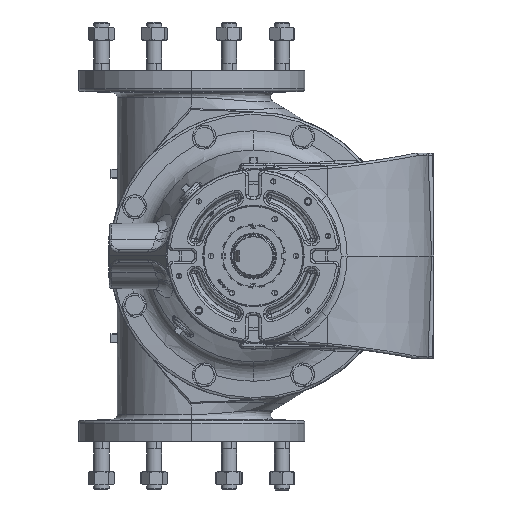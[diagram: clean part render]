
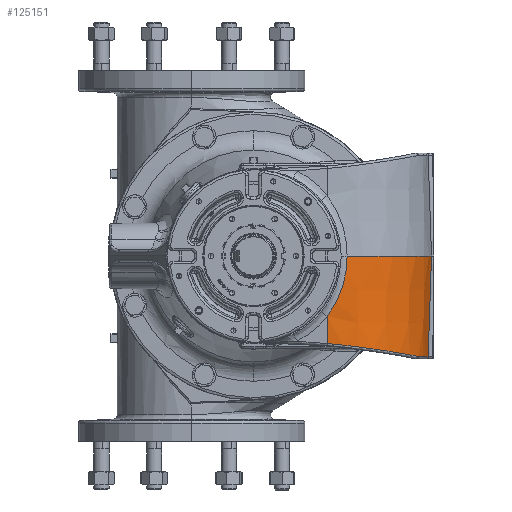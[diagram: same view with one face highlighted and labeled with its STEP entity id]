
A CAD part, left-side view. The second image highlights one B-rep face of the part: STEP entity #125151.
In plain terms, the highlighted conical face has half-angle 2 degrees and reference radius 124.46 mm.
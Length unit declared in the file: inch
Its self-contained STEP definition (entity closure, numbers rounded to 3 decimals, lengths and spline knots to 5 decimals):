
#2509 = CARTESIAN_POINT ( 'NONE',  ( -11.94549, -7.09546, -4.7158 ) ) ;
#3135 = CARTESIAN_POINT ( 'NONE',  ( -13.46805, -4.33069, -1.48015 ) ) ;
#3430 = CARTESIAN_POINT ( 'NONE',  ( -13.15994, -5.16952, -4.42681 ) ) ;
#15048 = CARTESIAN_POINT ( 'NONE',  ( -13.48257, -4.55208, 0. ) ) ;
#21413 = AXIS2_PLACEMENT_3D ( 'NONE', #28383, #177531, #49878 ) ;
#21883 = CARTESIAN_POINT ( 'NONE',  ( -8.69594, -8.49013, -4.88419 ) ) ;
#23846 = CARTESIAN_POINT ( 'NONE',  ( -12.29269, -6.71222, -4.65153 ) ) ;
#23997 = DIRECTION ( 'NONE',  ( 0., 0., 1. ) ) ;
#24473 = CARTESIAN_POINT ( 'NONE',  ( -13.46612, -4.38626, -1.29112 ) ) ;
#24767 = CARTESIAN_POINT ( 'NONE',  ( -13.21329, -5.00486, -4.40612 ) ) ;
#27140 = EDGE_CURVE ( 'NONE', #152594, #164071, #139740, .T. ) ;
#28383 = CARTESIAN_POINT ( 'NONE',  ( -8.5, -3.59, -4.88419 ) ) ;
#35722 = B_SPLINE_CURVE_WITH_KNOTS ( 'NONE', 3,
 ( #45030, #172792, #88014, #237118, #109400, #258520, #130816, #3135, #152176, #24473, #173703, #45994, #195151, #67418, #216663, #88946, #238029, #110320 ),
 .UNSPECIFIED., .F., .F.,
 ( 4, 2, 2, 2, 2, 2, 2, 2, 4 ),
 ( 0., 0.01005, 0.02009, 0.04018, 0.0452, 0.05023, 0.06027, 0.07032, 0.08036 ),
 .UNSPECIFIED. ) ;
#45030 = CARTESIAN_POINT ( 'NONE',  ( -13.47215, -3.59, -2.93394 ) ) ;
#45342 = CARTESIAN_POINT ( 'NONE',  ( -12.40121, -6.57678, -4.62955 ) ) ;
#45994 = CARTESIAN_POINT ( 'NONE',  ( -13.46466, -4.44924, -1.03747 ) ) ;
#46268 = CARTESIAN_POINT ( 'NONE',  ( -13.34241, -4.5052, -4.34662 ) ) ;
#49878 = DIRECTION ( 'NONE',  ( 1., 0., 0. ) ) ;
#66802 = CARTESIAN_POINT ( 'NONE',  ( -12.53846, -6.39198, -4.6002 ) ) ;
#67418 = CARTESIAN_POINT ( 'NONE',  ( -13.46639, -4.51528, -0.65263 ) ) ;
#67735 = CARTESIAN_POINT ( 'NONE',  ( -13.4253, -3.82253, -4.27542 ) ) ;
#68881 = VERTEX_POINT ( 'NONE', #15048 ) ;
#75619 = CARTESIAN_POINT ( 'NONE',  ( -13.42604, -3.59, -4.25426 ) ) ;
#77204 = ORIENTED_EDGE ( 'NONE', *, *, #245721, .F. ) ;
#87031 = VERTEX_POINT ( 'NONE', #142045 ) ;
#87392 = CARTESIAN_POINT ( 'NONE',  ( -10.83249, -7.90619, -4.86406 ) ) ;
#88014 = CARTESIAN_POINT ( 'NONE',  ( -13.47787, -3.74134, -2.71794 ) ) ;
#88306 = CARTESIAN_POINT ( 'NONE',  ( -12.78657, -6.00758, -4.54154 ) ) ;
#88946 = CARTESIAN_POINT ( 'NONE',  ( -13.47374, -4.54941, -0.26289 ) ) ;
#94853 = CARTESIAN_POINT ( 'NONE',  ( -13.47215, -3.59, -2.93394 ) ) ;
#103448 = ORIENTED_EDGE ( 'NONE', *, *, #27140, .T. ) ;
#103851 = CARTESIAN_POINT ( 'NONE',  ( -8.86029, -8.6518, 0. ) ) ;
#106330 = CARTESIAN_POINT ( 'NONE',  ( -8.5, -3.59, 0. ) ) ;
#108253 = EDGE_LOOP ( 'NONE', ( #103448, #77204, #148621, #140360, #193621, #209675 ) ) ;
#108776 = CARTESIAN_POINT ( 'NONE',  ( -11.1336, -7.73071, -4.83068 ) ) ;
#109400 = CARTESIAN_POINT ( 'NONE',  ( -13.47922, -3.94425, -2.38131 ) ) ;
#109696 = CARTESIAN_POINT ( 'NONE',  ( -13.03678, -5.49334, -4.46926 ) ) ;
#110320 = CARTESIAN_POINT ( 'NONE',  ( -13.48257, -4.55208, 0. ) ) ;
#125151 = ADVANCED_FACE ( 'NONE', ( #193976 ), #160574, .T. ) ;
#125251 = CARTESIAN_POINT ( 'NONE',  ( -8.75065, -8.54484, -3.25615 ) ) ;
#125357 = B_SPLINE_CURVE_WITH_KNOTS ( 'NONE', 3,
 ( #168428, #146906, #87392, #236488, #108776, #257895, #130190, #2509, #151562, #23846, #173077, #45342, #194514, #66802, #216050, #88306, #237419, #109696, #258810, #131114, #3430, #152476, #24767, #174007, #46268, #195447, #67735, #216951 ),
 .UNSPECIFIED., .F., .F.,
 ( 4, 2, 2, 2, 2, 2, 2, 2, 2, 2, 2, 2, 2, 4 ),
 ( 0., 0.00888, 0.01777, 0.03553, 0.0533, 0.05774, 0.06218, 0.07106, 0.08883, 0.09771, 0.10215, 0.1066, 0.12436, 0.14213 ),
 .UNSPECIFIED. ) ;
#127765 = DIRECTION ( 'NONE',  ( 0., 1., 0. ) ) ;
#130190 = CARTESIAN_POINT ( 'NONE',  ( -11.60368, -7.39899, -4.76938 ) ) ;
#130816 = CARTESIAN_POINT ( 'NONE',  ( -13.47203, -4.22704, -1.79296 ) ) ;
#131114 = CARTESIAN_POINT ( 'NONE',  ( -13.14076, -5.22427, -4.43383 ) ) ;
#139080 = VERTEX_POINT ( 'NONE', #21883 ) ;
#139740 = LINE ( 'NONE', #254682, #189772 ) ;
#140360 = ORIENTED_EDGE ( 'NONE', *, *, #177012, .F. ) ;
#142045 = CARTESIAN_POINT ( 'NONE',  ( -10.62452, -8.00996, -4.88419 ) ) ;
#144055 = AXIS2_PLACEMENT_3D ( 'NONE', #106330, #255444, #127765 ) ;
#146906 = CARTESIAN_POINT ( 'NONE',  ( -10.72952, -7.95987, -4.87443 ) ) ;
#148621 = ORIENTED_EDGE ( 'NONE', *, *, #172981, .F. ) ;
#151562 = CARTESIAN_POINT ( 'NONE',  ( -12.10582, -6.93189, -4.68774 ) ) ;
#151726 = CARTESIAN_POINT ( 'NONE',  ( -8.5, -3.59, -5. ) ) ;
#152176 = CARTESIAN_POINT ( 'NONE',  ( -13.46732, -4.35012, -1.41724 ) ) ;
#152476 = CARTESIAN_POINT ( 'NONE',  ( -13.19618, -5.05987, -4.41296 ) ) ;
#152594 = VERTEX_POINT ( 'NONE', #94853 ) ;
#160574 = CONICAL_SURFACE ( 'NONE', #237772, 4.9, 0.035 ) ;
#164071 = VERTEX_POINT ( 'NONE', #75619 ) ;
#168428 = CARTESIAN_POINT ( 'NONE',  ( -10.62452, -8.00996, -4.88419 ) ) ;
#172792 = CARTESIAN_POINT ( 'NONE',  ( -13.47587, -3.66763, -2.82743 ) ) ;
#172981 = EDGE_CURVE ( 'NONE', #139080, #87031, #241561, .T. ) ;
#173077 = CARTESIAN_POINT ( 'NONE',  ( -12.32945, -6.66743, -4.64421 ) ) ;
#173703 = CARTESIAN_POINT ( 'NONE',  ( -13.46564, -4.403, -1.22786 ) ) ;
#174007 = CARTESIAN_POINT ( 'NONE',  ( -13.29386, -4.7289, -4.37232 ) ) ;
#177012 = EDGE_CURVE ( 'NONE', #239066, #139080, #247089, .T. ) ;
#177531 = DIRECTION ( 'NONE',  ( 0., 0., -1. ) ) ;
#182046 = EDGE_CURVE ( 'NONE', #68881, #239066, #191295, .T. ) ;
#189772 = VECTOR ( 'NONE', #206369, 39.37008 ) ;
#191295 = CIRCLE ( 'NONE', #144055, 5.0746 ) ;
#193621 = ORIENTED_EDGE ( 'NONE', *, *, #182046, .F. ) ;
#193976 = FACE_OUTER_BOUND ( 'NONE', #108253, .T. ) ;
#194514 = CARTESIAN_POINT ( 'NONE',  ( -12.43619, -6.53095, -4.62222 ) ) ;
#195151 = CARTESIAN_POINT ( 'NONE',  ( -13.46465, -4.47477, -0.90973 ) ) ;
#195447 = CARTESIAN_POINT ( 'NONE',  ( -13.40813, -4.05202, -4.29817 ) ) ;
#206369 = DIRECTION ( 'NONE',  ( 0.035, 0., -0.999 ) ) ;
#209675 = ORIENTED_EDGE ( 'NONE', *, *, #255554, .F. ) ;
#215668 = CARTESIAN_POINT ( 'NONE',  ( -8.86029, -8.6518, 0. ) ) ;
#216050 = CARTESIAN_POINT ( 'NONE',  ( -12.6031, -6.29735, -4.58551 ) ) ;
#216663 = CARTESIAN_POINT ( 'NONE',  ( -13.46815, -4.53026, -0.52327 ) ) ;
#216951 = CARTESIAN_POINT ( 'NONE',  ( -13.42604, -3.59, -4.25426 ) ) ;
#236488 = CARTESIAN_POINT ( 'NONE',  ( -11.03445, -7.79168, -4.8422 ) ) ;
#237118 = CARTESIAN_POINT ( 'NONE',  ( -13.47954, -3.87958, -2.49498 ) ) ;
#237419 = CARTESIAN_POINT ( 'NONE',  ( -12.89503, -5.80662, -4.51236 ) ) ;
#237772 = AXIS2_PLACEMENT_3D ( 'NONE', #151726, #23997, #258959 ) ;
#238029 = CARTESIAN_POINT ( 'NONE',  ( -13.47759, -4.55358, -0.13188 ) ) ;
#239066 = VERTEX_POINT ( 'NONE', #215668 ) ;
#241561 = CIRCLE ( 'NONE', #21413, 4.90404 ) ;
#245721 = EDGE_CURVE ( 'NONE', #87031, #164071, #125357, .T. ) ;
#247089 = B_SPLINE_CURVE_WITH_KNOTS ( 'NONE', 3,
 ( #103851, #252933, #125251, #274216 ),
 .UNSPECIFIED., .F., .F.,
 ( 4, 4 ),
 ( 0., 0.1242 ),
 .UNSPECIFIED. ) ;
#252933 = CARTESIAN_POINT ( 'NONE',  ( -8.80544, -8.5987, -1.62809 ) ) ;
#254682 = CARTESIAN_POINT ( 'NONE',  ( -13.4, -3.59, -5. ) ) ;
#255444 = DIRECTION ( 'NONE',  ( 0., 0., 1. ) ) ;
#255554 = EDGE_CURVE ( 'NONE', #152594, #68881, #35722, .T. ) ;
#257895 = CARTESIAN_POINT ( 'NONE',  ( -11.42221, -7.53896, -4.79491 ) ) ;
#258520 = CARTESIAN_POINT ( 'NONE',  ( -13.47638, -4.12473, -2.03363 ) ) ;
#258810 = CARTESIAN_POINT ( 'NONE',  ( -13.08053, -5.38693, -4.455 ) ) ;
#258959 = DIRECTION ( 'NONE',  ( 1., 0., 0. ) ) ;
#274216 = CARTESIAN_POINT ( 'NONE',  ( -8.69594, -8.49013, -4.88419 ) ) ;
